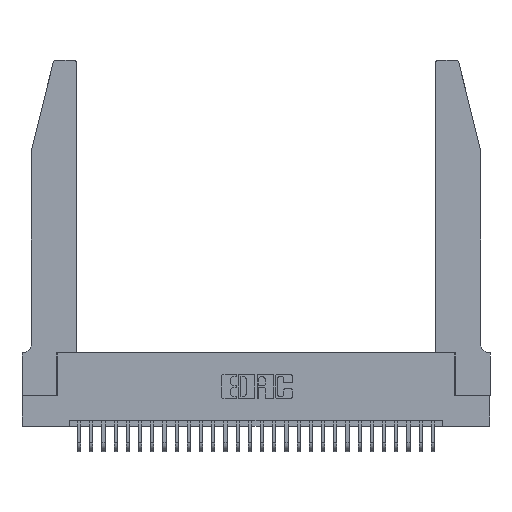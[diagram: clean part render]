
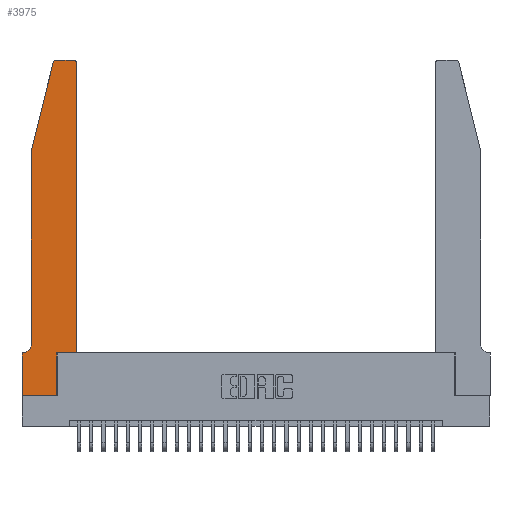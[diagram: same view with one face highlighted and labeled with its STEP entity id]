
A CAD part, top view. The second image highlights one B-rep face of the part: STEP entity #3975.
In plain terms, the highlighted planar face has unit normal (0, 0, 1).
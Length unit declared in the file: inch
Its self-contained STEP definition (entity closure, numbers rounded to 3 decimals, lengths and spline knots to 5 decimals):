
#57 = ORIENTED_EDGE ( 'NONE', *, *, #3210, .T. ) ;
#409 = ORIENTED_EDGE ( 'NONE', *, *, #22430, .T. ) ;
#470 = CARTESIAN_POINT ( 'NONE',  ( 0.4205, 2.72, 0.37 ) ) ;
#1362 = EDGE_CURVE ( 'NONE', #13755, #4395, #11155, .T. ) ;
#1460 = AXIS2_PLACEMENT_3D ( 'NONE', #8725, #25796, #28335 ) ;
#1526 = ORIENTED_EDGE ( 'NONE', *, *, #25597, .T. ) ;
#1809 = CARTESIAN_POINT ( 'NONE',  ( 0.4505, 2.72, 0.37 ) ) ;
#1990 = ORIENTED_EDGE ( 'NONE', *, *, #31183, .T. ) ;
#2134 = AXIS2_PLACEMENT_3D ( 'NONE', #21358, #28603, #19018 ) ;
#3116 = VECTOR ( 'NONE', #22241, 39.37008 ) ;
#3210 = EDGE_CURVE ( 'NONE', #29087, #24300, #30553, .T. ) ;
#3324 = CARTESIAN_POINT ( 'NONE',  ( 0.0055, 0.35, 0.37 ) ) ;
#3472 = VECTOR ( 'NONE', #19148, 39.37008 ) ;
#3837 = PLANE ( 'NONE',  #4443 ) ;
#3946 = VECTOR ( 'NONE', #28828, 39.37008 ) ;
#3975 = ADVANCED_FACE ( 'NONE', ( #16386 ), #3837, .T. ) ;
#4054 = EDGE_CURVE ( 'NONE', #4424, #16506, #28579, .T. ) ;
#4395 = VERTEX_POINT ( 'NONE', #23388 ) ;
#4424 = VERTEX_POINT ( 'NONE', #28662 ) ;
#4443 = AXIS2_PLACEMENT_3D ( 'NONE', #23807, #21205, #9162 ) ;
#4528 = VECTOR ( 'NONE', #25824, 39.37008 ) ;
#4690 = VECTOR ( 'NONE', #14072, 39.37008 ) ;
#4712 = ORIENTED_EDGE ( 'NONE', *, *, #28807, .T. ) ;
#4871 = LINE ( 'NONE', #14139, #8313 ) ;
#5084 = CIRCLE ( 'NONE', #10390, 0.03 ) ;
#5682 = DIRECTION ( 'NONE',  ( 1., 0., 0. ) ) ;
#5877 = EDGE_LOOP ( 'NONE', ( #23157, #4712, #57, #409, #1990, #19562, #22244, #6651, #22977, #19521, #1526, #14944 ) ) ;
#6121 = CARTESIAN_POINT ( 'NONE',  ( 0.0755, 0.35, 0.37 ) ) ;
#6651 = ORIENTED_EDGE ( 'NONE', *, *, #23890, .T. ) ;
#7441 = EDGE_CURVE ( 'NONE', #8043, #7700, #5084, .T. ) ;
#7621 = CARTESIAN_POINT ( 'NONE',  ( 0.4205, 2.75, 0.37 ) ) ;
#7633 = CARTESIAN_POINT ( 'NONE',  ( 0., 0., 0.37 ) ) ;
#7700 = VERTEX_POINT ( 'NONE', #7621 ) ;
#8043 = VERTEX_POINT ( 'NONE', #1809 ) ;
#8257 = VECTOR ( 'NONE', #5682, 39.37008 ) ;
#8313 = VECTOR ( 'NONE', #12322, 39.37008 ) ;
#8725 = CARTESIAN_POINT ( 'NONE',  ( 0.0055, 0.42, 0.37 ) ) ;
#9162 = DIRECTION ( 'NONE',  ( 1., 0., 0. ) ) ;
#9283 = CARTESIAN_POINT ( 'NONE',  ( 0., 0., 0.37 ) ) ;
#9844 = CARTESIAN_POINT ( 'NONE',  ( 0.2605, 2.75, 0.37 ) ) ;
#10390 = AXIS2_PLACEMENT_3D ( 'NONE', #470, #12443, #19795 ) ;
#10683 = VERTEX_POINT ( 'NONE', #3324 ) ;
#11155 = LINE ( 'NONE', #9283, #4690 ) ;
#12315 = CARTESIAN_POINT ( 'NONE',  ( 0.0755, 2., 0.37 ) ) ;
#12322 = DIRECTION ( 'NONE',  ( 0., -1., 0. ) ) ;
#12443 = DIRECTION ( 'NONE',  ( 0., 0., 1. ) ) ;
#12592 = VECTOR ( 'NONE', #15999, 39.37008 ) ;
#13157 = CARTESIAN_POINT ( 'NONE',  ( 0., 0.35, 0.37 ) ) ;
#13261 = LINE ( 'NONE', #6121, #18193 ) ;
#13483 = EDGE_CURVE ( 'NONE', #10683, #13755, #13261, .T. ) ;
#13755 = VERTEX_POINT ( 'NONE', #13157 ) ;
#14072 = DIRECTION ( 'NONE',  ( 0., -1., 0. ) ) ;
#14139 = CARTESIAN_POINT ( 'NONE',  ( 0.0755, 2., 0.37 ) ) ;
#14620 = CARTESIAN_POINT ( 'NONE',  ( 0.0755, 0.42, 0.37 ) ) ;
#14944 = ORIENTED_EDGE ( 'NONE', *, *, #7441, .T. ) ;
#15191 = CIRCLE ( 'NONE', #2134, 0.03 ) ;
#15999 = DIRECTION ( 'NONE',  ( 1., 0., 0. ) ) ;
#16386 = FACE_OUTER_BOUND ( 'NONE', #5877, .T. ) ;
#16506 = VERTEX_POINT ( 'NONE', #30753 ) ;
#16748 = LINE ( 'NONE', #23295, #4528 ) ;
#18193 = VECTOR ( 'NONE', #31277, 39.37008 ) ;
#18536 = LINE ( 'NONE', #7633, #8257 ) ;
#18847 = CARTESIAN_POINT ( 'NONE',  ( 0.0755, 2., 0.37 ) ) ;
#19018 = DIRECTION ( 'NONE',  ( 1., 0., 0. ) ) ;
#19148 = DIRECTION ( 'NONE',  ( -0.239, -0.971, 0. ) ) ;
#19467 = EDGE_CURVE ( 'NONE', #7700, #29021, #22949, .T. ) ;
#19521 = ORIENTED_EDGE ( 'NONE', *, *, #4054, .T. ) ;
#19562 = ORIENTED_EDGE ( 'NONE', *, *, #13483, .T. ) ;
#19795 = DIRECTION ( 'NONE',  ( 1., 0., 0. ) ) ;
#21205 = DIRECTION ( 'NONE',  ( 0., 0., 1. ) ) ;
#21358 = CARTESIAN_POINT ( 'NONE',  ( 0.284, 2.72, 0.37 ) ) ;
#21575 = CIRCLE ( 'NONE', #1460, 0.07 ) ;
#22241 = DIRECTION ( 'NONE',  ( -1., 0., 0. ) ) ;
#22244 = ORIENTED_EDGE ( 'NONE', *, *, #1362, .T. ) ;
#22430 = EDGE_CURVE ( 'NONE', #24300, #26424, #4871, .T. ) ;
#22949 = LINE ( 'NONE', #9844, #3116 ) ;
#22977 = ORIENTED_EDGE ( 'NONE', *, *, #29410, .T. ) ;
#23040 = LINE ( 'NONE', #23764, #3946 ) ;
#23157 = ORIENTED_EDGE ( 'NONE', *, *, #19467, .T. ) ;
#23295 = CARTESIAN_POINT ( 'NONE',  ( 0.2865, 0.35, 0.37 ) ) ;
#23388 = CARTESIAN_POINT ( 'NONE',  ( 0., 0., 0.37 ) ) ;
#23764 = CARTESIAN_POINT ( 'NONE',  ( 0.4505, 0.35, 0.37 ) ) ;
#23807 = CARTESIAN_POINT ( 'NONE',  ( 0., 0.35, 0.37 ) ) ;
#23890 = EDGE_CURVE ( 'NONE', #4395, #28200, #18536, .T. ) ;
#24300 = VERTEX_POINT ( 'NONE', #18847 ) ;
#24382 = CARTESIAN_POINT ( 'NONE',  ( 0.284, 2.75, 0.37 ) ) ;
#24478 = CARTESIAN_POINT ( 'NONE',  ( 0.25487, 2.72718, 0.37 ) ) ;
#25597 = EDGE_CURVE ( 'NONE', #16506, #8043, #23040, .T. ) ;
#25796 = DIRECTION ( 'NONE',  ( 0., 0., -1. ) ) ;
#25824 = DIRECTION ( 'NONE',  ( 0., 1., 0. ) ) ;
#25990 = CARTESIAN_POINT ( 'NONE',  ( 0.2865, 0., 0.37 ) ) ;
#26424 = VERTEX_POINT ( 'NONE', #14620 ) ;
#28200 = VERTEX_POINT ( 'NONE', #25990 ) ;
#28335 = DIRECTION ( 'NONE',  ( -1., 0., 0. ) ) ;
#28579 = LINE ( 'NONE', #30604, #12592 ) ;
#28603 = DIRECTION ( 'NONE',  ( 0., 0., 1. ) ) ;
#28662 = CARTESIAN_POINT ( 'NONE',  ( 0.2865, 0.35, 0.37 ) ) ;
#28807 = EDGE_CURVE ( 'NONE', #29021, #29087, #15191, .T. ) ;
#28828 = DIRECTION ( 'NONE',  ( 0., 1., 0. ) ) ;
#29021 = VERTEX_POINT ( 'NONE', #24382 ) ;
#29087 = VERTEX_POINT ( 'NONE', #24478 ) ;
#29410 = EDGE_CURVE ( 'NONE', #28200, #4424, #16748, .T. ) ;
#30553 = LINE ( 'NONE', #12315, #3472 ) ;
#30604 = CARTESIAN_POINT ( 'NONE',  ( 0.4505, 0.35, 0.37 ) ) ;
#30753 = CARTESIAN_POINT ( 'NONE',  ( 0.4505, 0.35, 0.37 ) ) ;
#31183 = EDGE_CURVE ( 'NONE', #26424, #10683, #21575, .T. ) ;
#31277 = DIRECTION ( 'NONE',  ( -1., 0., 0. ) ) ;
